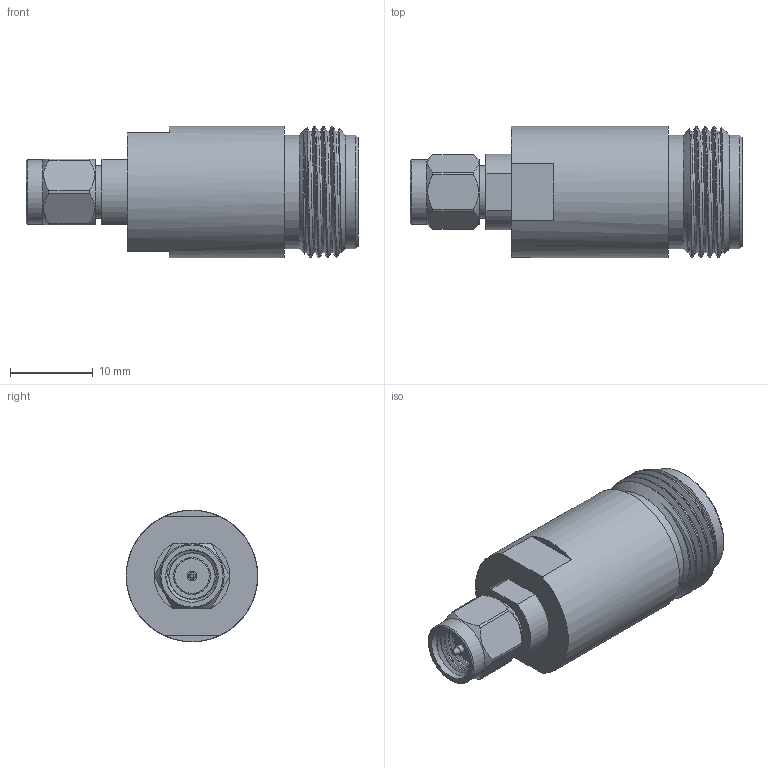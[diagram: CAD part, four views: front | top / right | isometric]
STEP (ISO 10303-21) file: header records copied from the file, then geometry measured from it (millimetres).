
FILE_DESCRIPTION (( 'STEP AP203' ), '1' );
FILE_NAME ('SM3130_3D.step', '2022-10-31T16:04:37', ( '' ), ( '' ), 'SwSTEP 2.0', 'SolidWorks 2021', '' );
FILE_SCHEMA (( 'CONFIG_CONTROL_DESIGN' ));
Length unit declared in the file: inch
Products named in the file (1): SM3130_3D
Bounding box: 40.11 x 15.88 x 15.88 mm (x, y, z)
Volume: 5221.8 mm3; surface area: 2781.9 mm2
Topology: 1 solids, 1 shells, 94 faces, 238 edges, 162 vertices
Faces by surface type: plane 38, cylinder 34, cone 15, bspline 7
Full cylindrical faces by diameter (mm): 0.94 x1, 1.194 x1, 4.445 x1, 6.35 x7, 6.604 x1, 7.762 x1, 8.636 x1, 13.716 x2, 15.875 x1
Entity records: 5562 total; most frequent: CARTESIAN_POINT 3602, ORIENTED_EDGE 400, DIRECTION 350, EDGE_CURVE 200, AXIS2_PLACEMENT_3D 153, VERTEX_POINT 152, EDGE_LOOP 124, FACE_OUTER_BOUND 99
